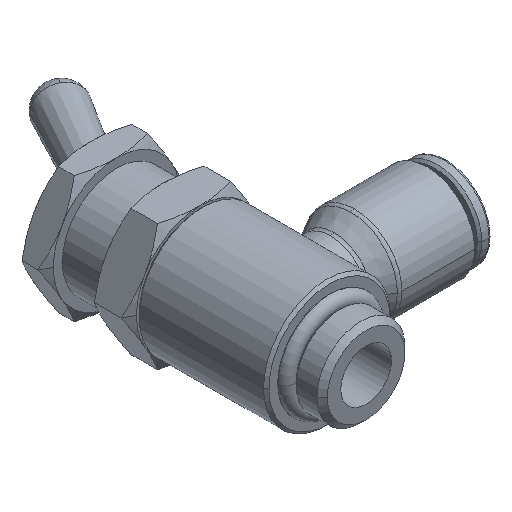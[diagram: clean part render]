
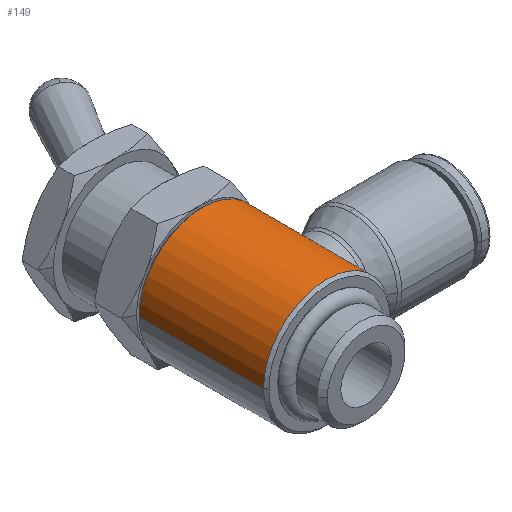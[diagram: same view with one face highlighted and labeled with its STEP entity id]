
A CAD part, isometric view. The second image highlights one B-rep face of the part: STEP entity #149.
In plain terms, the highlighted cylindrical face has radius 7 mm (diameter 14 mm), a partial arc.
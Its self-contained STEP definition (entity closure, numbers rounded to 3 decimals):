
#149=ADVANCED_FACE('',(#364),#365,.T.);
#364=FACE_OUTER_BOUND('',#624,.T.);
#365=CYLINDRICAL_SURFACE('',#625,7.);
#624=EDGE_LOOP('',(#1338,#1339,#1340,#1341,#1342,#1343));
#625=AXIS2_PLACEMENT_3D('',#1344,#1345,#1346);
#1338=ORIENTED_EDGE('',*,*,#1656,.T.);
#1339=ORIENTED_EDGE('',*,*,#1694,.T.);
#1340=ORIENTED_EDGE('',*,*,#1658,.T.);
#1341=ORIENTED_EDGE('',*,*,#1832,.F.);
#1342=ORIENTED_EDGE('',*,*,#1657,.T.);
#1343=ORIENTED_EDGE('',*,*,#1833,.T.);
#1344=CARTESIAN_POINT('',(0.0,11.225,0.0));
#1345=DIRECTION('',(-0.0,1.0,0.0));
#1346=DIRECTION('',(1.0,0.0,0.0));
#1656=EDGE_CURVE('',#1935,#1971,#1972,.T.);
#1657=EDGE_CURVE('',#1966,#1939,#1973,.T.);
#1658=EDGE_CURVE('',#1974,#1963,#1975,.T.);
#1694=EDGE_CURVE('',#1971,#1974,#2042,.T.);
#1832=EDGE_CURVE('',#1966,#1963,#2252,.T.);
#1833=EDGE_CURVE('',#1939,#1935,#2253,.T.);
#1935=VERTEX_POINT('',#2376);
#1939=VERTEX_POINT('',#2381);
#1963=VERTEX_POINT('',#2412);
#1966=VERTEX_POINT('',#2416);
#1971=VERTEX_POINT('',#2422);
#1972=LINE('',#2423,#2424);
#1973=LINE('',#2425,#2426);
#1974=VERTEX_POINT('',#2427);
#1975=LINE('',#2428,#2429);
#2042=B_SPLINE_CURVE_WITH_KNOTS('',3,(#2583,#2584,#2585,#2586,#2587,#2588,#2589,#2590,#2591,#2592,#2593,#2594,#2595,#2596,#2597,#2598,#2599,#2600,#2601,#2602,#2603,#2604,#2605,#2606,#2607,#2608,#2609,#2610,#2611,#2612,#2613,#2614,#2615,#2616),.UNSPECIFIED.,.F.,.F.,(4,2,2,2,2,2,2,2,2,2,2,2,2,2,2,2,4),(6.196,6.969,7.741,8.514,9.286,10.063,10.839,11.616,12.392,13.169,13.945,14.722,15.498,16.271,17.043,17.816,18.588),.UNSPECIFIED.);
#2252=CIRCLE('',#3218,7.);
#2253=CIRCLE('',#3219,7.);
#2376=CARTESIAN_POINT('',(7.,4.35,0.0));
#2381=CARTESIAN_POINT('',(-7.,4.35,0.));
#2412=CARTESIAN_POINT('',(7.,18.1,0.0));
#2416=CARTESIAN_POINT('',(-7.,18.1,0.));
#2422=CARTESIAN_POINT('',(7.,7.3,0.));
#2423=CARTESIAN_POINT('',(7.,11.225,0.));
#2424=VECTOR('',#3670,1.0);
#2425=CARTESIAN_POINT('',(-7.,11.225,0.));
#2426=VECTOR('',#3671,1.0);
#2427=CARTESIAN_POINT('',(7.,15.3,0.));
#2428=CARTESIAN_POINT('',(7.,11.225,0.));
#2429=VECTOR('',#3672,1.0);
#2583=CARTESIAN_POINT('',(7.,7.3,0.));
#2584=CARTESIAN_POINT('',(7.,7.3,0.258));
#2585=CARTESIAN_POINT('',(6.985,7.325,0.522));
#2586=CARTESIAN_POINT('',(6.927,7.43,1.044));
#2587=CARTESIAN_POINT('',(6.882,7.508,1.302));
#2588=CARTESIAN_POINT('',(6.771,7.715,1.793));
#2589=CARTESIAN_POINT('',(6.704,7.842,2.027));
#2590=CARTESIAN_POINT('',(6.558,8.134,2.458));
#2591=CARTESIAN_POINT('',(6.48,8.298,2.655));
#2592=CARTESIAN_POINT('',(6.326,8.646,3.003));
#2593=CARTESIAN_POINT('',(6.245,8.843,3.167));
#2594=CARTESIAN_POINT('',(6.088,9.274,3.459));
#2595=CARTESIAN_POINT('',(6.013,9.507,3.586));
#2596=CARTESIAN_POINT('',(5.886,9.997,3.791));
#2597=CARTESIAN_POINT('',(5.833,10.254,3.87));
#2598=CARTESIAN_POINT('',(5.763,10.776,3.974));
#2599=CARTESIAN_POINT('',(5.745,11.041,4.0));
#2600=CARTESIAN_POINT('',(5.745,11.559,4.0));
#2601=CARTESIAN_POINT('',(5.763,11.824,3.974));
#2602=CARTESIAN_POINT('',(5.833,12.346,3.87));
#2603=CARTESIAN_POINT('',(5.886,12.603,3.791));
#2604=CARTESIAN_POINT('',(6.013,13.093,3.586));
#2605=CARTESIAN_POINT('',(6.088,13.326,3.459));
#2606=CARTESIAN_POINT('',(6.245,13.757,3.167));
#2607=CARTESIAN_POINT('',(6.326,13.954,3.003));
#2608=CARTESIAN_POINT('',(6.48,14.302,2.655));
#2609=CARTESIAN_POINT('',(6.558,14.466,2.458));
#2610=CARTESIAN_POINT('',(6.704,14.758,2.027));
#2611=CARTESIAN_POINT('',(6.771,14.885,1.793));
#2612=CARTESIAN_POINT('',(6.882,15.092,1.302));
#2613=CARTESIAN_POINT('',(6.927,15.17,1.044));
#2614=CARTESIAN_POINT('',(6.985,15.275,0.522));
#2615=CARTESIAN_POINT('',(7.,15.3,0.258));
#2616=CARTESIAN_POINT('',(7.,15.3,0.));
#3218=AXIS2_PLACEMENT_3D('',#4011,#4012,#4013);
#3219=AXIS2_PLACEMENT_3D('',#4014,#4015,#4016);
#3670=DIRECTION('',(0.0,1.0,0.0));
#3671=DIRECTION('',(-0.0,-1.0,-0.0));
#3672=DIRECTION('',(0.0,1.0,0.0));
#4011=CARTESIAN_POINT('',(0.0,18.1,0.0));
#4012=DIRECTION('',(-0.0,1.0,0.0));
#4013=DIRECTION('',(1.0,0.0,0.0));
#4014=CARTESIAN_POINT('',(0.0,4.35,0.0));
#4015=DIRECTION('',(-0.0,1.0,0.0));
#4016=DIRECTION('',(1.0,0.0,0.0));
